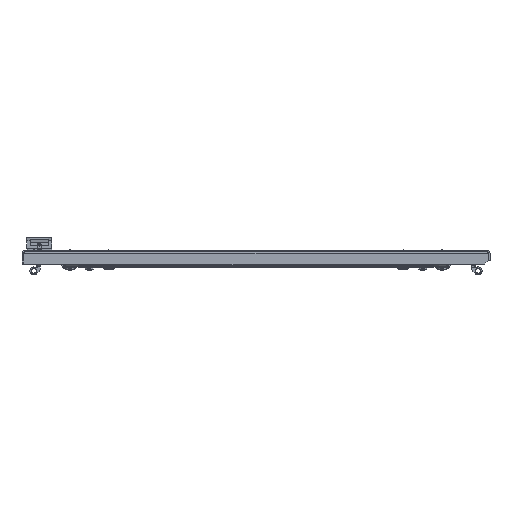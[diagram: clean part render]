
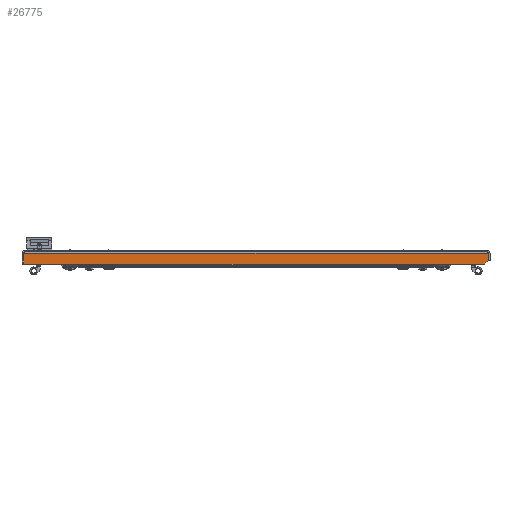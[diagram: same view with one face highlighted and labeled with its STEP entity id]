
A CAD part, front view. The second image highlights one B-rep face of the part: STEP entity #26775.
In plain terms, the highlighted planar face has unit normal (0, -1, 0).
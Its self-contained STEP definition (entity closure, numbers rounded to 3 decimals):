
#645 = EDGE_CURVE ( '������14', #20823, #26718, #14739, .T. ) ;
#3206 = ORIENTED_EDGE ( 'NONE', *, *, #33918, .F. ) ;
#3582 = CARTESIAN_POINT ( 'NONE',  ( -296.329, -992., 0. ) ) ;
#7037 = CARTESIAN_POINT ( 'NONE',  ( 291.329, -992., -16. ) ) ;
#7655 = VECTOR ( 'NONE', #39443, 1000. ) ;
#8455 = EDGE_LOOP ( 'NONE', ( #49205, #31281, #3206, #39798, #10269 ) ) ;
#10269 = ORIENTED_EDGE ( 'NONE', *, *, #645, .T. ) ;
#12927 = LINE ( 'NONE', #32647, #21924 ) ;
#12964 = PLANE ( 'NONE',  #30043 ) ;
#13299 = VERTEX_POINT ( 'NONE', #27228 ) ;
#14739 = LINE ( 'NONE', #3582, #22511 ) ;
#15410 = VERTEX_POINT ( 'NONE', #17318 ) ;
#16106 = EDGE_CURVE ( 'NONE', #26718, #47047, #32865, .T. ) ;
#17318 = CARTESIAN_POINT ( 'NONE',  ( 296.329, -992., -11. ) ) ;
#19836 = DIRECTION ( 'NONE',  ( 0., 0., -1. ) ) ;
#20823 = VERTEX_POINT ( 'NONE', #41042 ) ;
#21404 = DIRECTION ( 'NONE',  ( 1., 0., 0. ) ) ;
#21835 = DIRECTION ( 'NONE',  ( 0.707, 0., 0.707 ) ) ;
#21924 = VECTOR ( 'NONE', #21404, 1000. ) ;
#22511 = VECTOR ( 'NONE', #45430, 1000. ) ;
#24497 = DIRECTION ( 'NONE',  ( 0., 0., 1. ) ) ;
#25318 = CARTESIAN_POINT ( 'NONE',  ( 296.329, -992., -11. ) ) ;
#26718 = VERTEX_POINT ( 'NONE', #47570 ) ;
#26775 = ADVANCED_FACE ( '�����12', ( #46548 ), #12964, .F. ) ;
#27228 = CARTESIAN_POINT ( 'NONE',  ( 296.329, -992., -2. ) ) ;
#27533 = CARTESIAN_POINT ( 'NONE',  ( 296.329, -992., 0. ) ) ;
#30043 = AXIS2_PLACEMENT_3D ( 'NONE', #36132, #47403, #24497 ) ;
#31281 = ORIENTED_EDGE ( 'NONE', *, *, #44042, .T. ) ;
#32647 = CARTESIAN_POINT ( 'NONE',  ( 298.4, -992., -2. ) ) ;
#32865 = LINE ( 'NONE', #35562, #7655 ) ;
#33918 = EDGE_CURVE ( 'NONE', #13299, #15410, #47286, .T. ) ;
#35562 = CARTESIAN_POINT ( 'NONE',  ( -298.4, -992., -16. ) ) ;
#35715 = VECTOR ( 'NONE', #21835, 1000. ) ;
#35850 = VECTOR ( 'NONE', #19836, 1000. ) ;
#36132 = CARTESIAN_POINT ( 'NONE',  ( -298.4, -992., 0. ) ) ;
#39443 = DIRECTION ( 'NONE',  ( 1., 0., 0. ) ) ;
#39798 = ORIENTED_EDGE ( 'NONE', *, *, #43748, .F. ) ;
#41042 = CARTESIAN_POINT ( 'NONE',  ( -296.329, -992., -2. ) ) ;
#42347 = LINE ( 'NONE', #25318, #35715 ) ;
#43748 = EDGE_CURVE ( 'NONE', #20823, #13299, #12927, .T. ) ;
#44042 = EDGE_CURVE ( 'NONE', #47047, #15410, #42347, .T. ) ;
#45430 = DIRECTION ( 'NONE',  ( 0., 0., -1. ) ) ;
#46548 = FACE_OUTER_BOUND ( 'NONE', #8455, .T. ) ;
#47047 = VERTEX_POINT ( 'NONE', #7037 ) ;
#47286 = LINE ( 'NONE', #27533, #35850 ) ;
#47403 = DIRECTION ( 'NONE',  ( 0., 1., 0. ) ) ;
#47570 = CARTESIAN_POINT ( 'NONE',  ( -296.329, -992., -16. ) ) ;
#49205 = ORIENTED_EDGE ( 'NONE', *, *, #16106, .T. ) ;
